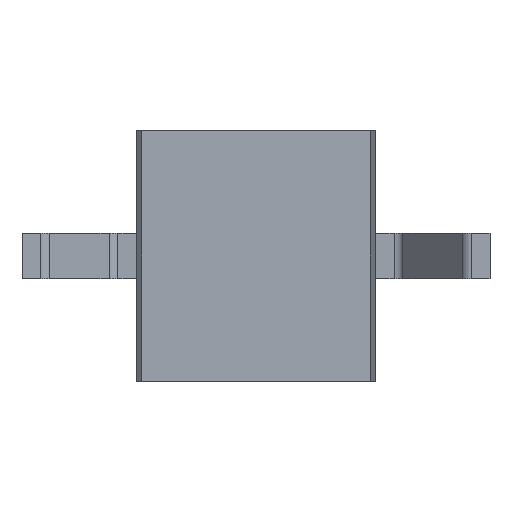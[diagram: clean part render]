
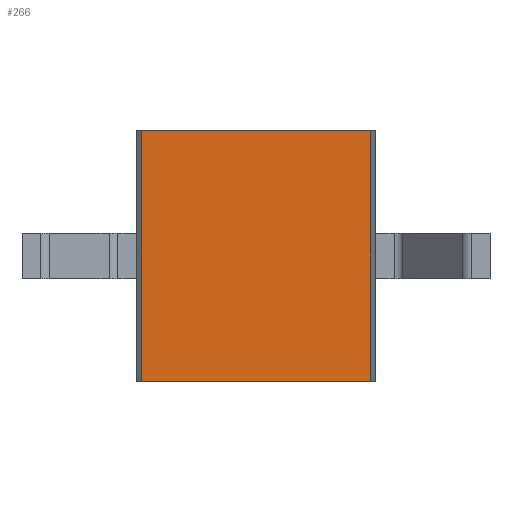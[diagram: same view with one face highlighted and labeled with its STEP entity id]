
A CAD part, front view. The second image highlights one B-rep face of the part: STEP entity #266.
In plain terms, the highlighted planar face has unit normal (0, -1, 0).
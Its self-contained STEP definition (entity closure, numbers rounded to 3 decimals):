
#119 = VERTEX_POINT ( 'NONE', #468 ) ;
#177 = DIRECTION ( 'NONE',  ( 0., 0., 1. ) ) ;
#219 = CARTESIAN_POINT ( 'NONE',  ( 1.05, -0.7, 1.1 ) ) ;
#234 = DIRECTION ( 'NONE',  ( -1., 0., 0. ) ) ;
#266 = ADVANCED_FACE ( 'NONE', ( #650 ), #347, .F. ) ;
#275 = CARTESIAN_POINT ( 'NONE',  ( -1.001, -0.7, 1.1 ) ) ;
#293 = EDGE_CURVE ( 'NONE', #898, #1029, #611, .T. ) ;
#325 = VECTOR ( 'NONE', #641, 1000. ) ;
#331 = LINE ( 'NONE', #433, #325 ) ;
#339 = CARTESIAN_POINT ( 'NONE',  ( 1.05, -0.7, -1.1 ) ) ;
#347 = PLANE ( 'NONE',  #856 ) ;
#388 = EDGE_CURVE ( 'NONE', #960, #119, #566, .T. ) ;
#428 = VECTOR ( 'NONE', #177, 1000. ) ;
#433 = CARTESIAN_POINT ( 'NONE',  ( 1.001, -0.7, -1.3 ) ) ;
#453 = LINE ( 'NONE', #1257, #428 ) ;
#468 = CARTESIAN_POINT ( 'NONE',  ( 1.001, -0.7, 1.1 ) ) ;
#496 = ORIENTED_EDGE ( 'NONE', *, *, #388, .F. ) ;
#566 = LINE ( 'NONE', #219, #578 ) ;
#578 = VECTOR ( 'NONE', #841, 1000. ) ;
#599 = EDGE_CURVE ( 'NONE', #898, #960, #453, .T. ) ;
#607 = CARTESIAN_POINT ( 'NONE',  ( 1.001, -0.7, -1.1 ) ) ;
#611 = LINE ( 'NONE', #339, #617 ) ;
#617 = VECTOR ( 'NONE', #937, 1000. ) ;
#629 = ORIENTED_EDGE ( 'NONE', *, *, #293, .T. ) ;
#641 = DIRECTION ( 'NONE',  ( 0., 0., 1. ) ) ;
#650 = FACE_OUTER_BOUND ( 'NONE', #969, .T. ) ;
#727 = ORIENTED_EDGE ( 'NONE', *, *, #599, .F. ) ;
#750 = CARTESIAN_POINT ( 'NONE',  ( 1.05, -0.7, 1.1 ) ) ;
#795 = CARTESIAN_POINT ( 'NONE',  ( -1.001, -0.7, -1.1 ) ) ;
#826 = EDGE_CURVE ( 'NONE', #1029, #119, #331, .T. ) ;
#841 = DIRECTION ( 'NONE',  ( 1., 0., 0. ) ) ;
#856 = AXIS2_PLACEMENT_3D ( 'NONE', #750, #941, #234 ) ;
#898 = VERTEX_POINT ( 'NONE', #795 ) ;
#937 = DIRECTION ( 'NONE',  ( 1., 0., 0. ) ) ;
#941 = DIRECTION ( 'NONE',  ( 0., 1., 0. ) ) ;
#960 = VERTEX_POINT ( 'NONE', #275 ) ;
#969 = EDGE_LOOP ( 'NONE', ( #1087, #496, #727, #629 ) ) ;
#1029 = VERTEX_POINT ( 'NONE', #607 ) ;
#1087 = ORIENTED_EDGE ( 'NONE', *, *, #826, .T. ) ;
#1257 = CARTESIAN_POINT ( 'NONE',  ( -1.001, -0.7, -1.3 ) ) ;
